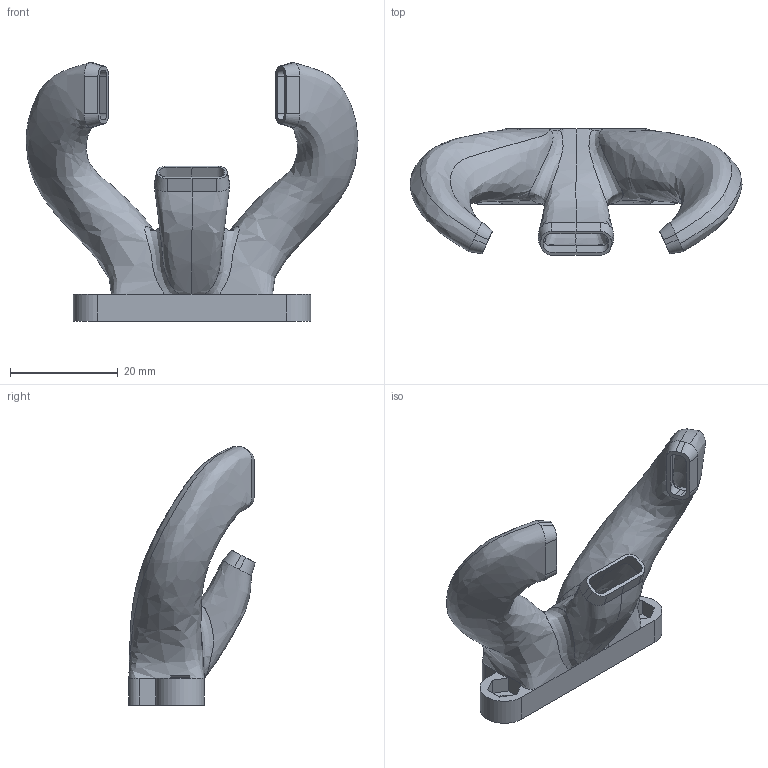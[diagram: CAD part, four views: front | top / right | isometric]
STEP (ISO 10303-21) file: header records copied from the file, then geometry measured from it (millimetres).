
FILE_DESCRIPTION(/* description */ (''),/* implementation_level */ '2;1');
FILE_NAME(/* name */ 'TriHorn Duct UHF v1.step',/* time_stamp */ '2022-06-05T21:49:36+01:00',/* author */ (''),/* organization */ (''),/* preprocessor_version */ 'ST-DEVELOPER v19',/* originating_system */ 'Autodesk Translation Framework v11.7.0.108',/* authorisation */ '');
FILE_SCHEMA (('AUTOMOTIVE_DESIGN { 1 0 10303 214 3 1 1 }'));
Products named in the file (1): TriHorn Duct UHF
Bounding box: 61.61 x 23.46 x 48 mm (x, y, z)
Volume: 5277.7 mm3; surface area: 9961.9 mm2
Topology: 1 solids, 1 shells, 112 faces, 340 edges, 226 vertices
Faces by surface type: plane 56, bspline 50, cylinder 6
Full cylindrical faces by diameter (mm): 3.3 x2
Entity records: 41879 total; most frequent: CARTESIAN_POINT 39230, ORIENTED_EDGE 672, EDGE_CURVE 336, DIRECTION 322, VERTEX_POINT 226, LINE 172, VECTOR 172, B_SPLINE_CURVE_WITH_KNOTS 152
